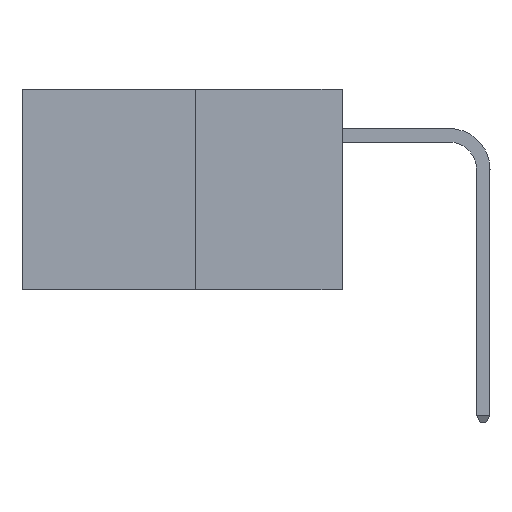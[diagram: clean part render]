
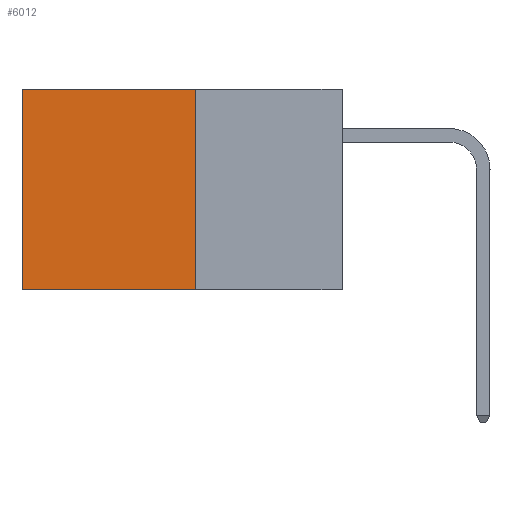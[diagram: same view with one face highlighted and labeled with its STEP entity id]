
A CAD part, left-side view. The second image highlights one B-rep face of the part: STEP entity #6012.
In plain terms, the highlighted planar face has unit normal (-1, 0, 0).
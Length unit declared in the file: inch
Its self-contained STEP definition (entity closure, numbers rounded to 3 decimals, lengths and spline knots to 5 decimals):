
#31 = CARTESIAN_POINT ( 'NONE',  ( 0.277, 0.27, -0.37 ) ) ;
#344 = DIRECTION ( 'NONE',  ( 0., 1., 0. ) ) ;
#375 = AXIS2_PLACEMENT_3D ( 'NONE', #3118, #4118, #11023 ) ;
#868 = LINE ( 'NONE', #4742, #6494 ) ;
#1414 = CARTESIAN_POINT ( 'NONE',  ( 0.277, 0.27, 0. ) ) ;
#1423 = ORIENTED_EDGE ( 'NONE', *, *, #3199, .F. ) ;
#1542 = CARTESIAN_POINT ( 'NONE',  ( 0.277, 0.59, -0.37 ) ) ;
#1829 = ORIENTED_EDGE ( 'NONE', *, *, #6446, .F. ) ;
#2740 = DIRECTION ( 'NONE',  ( 0., 0., -1. ) ) ;
#2903 = CARTESIAN_POINT ( 'NONE',  ( 0.277, 0.27, 0. ) ) ;
#3118 = CARTESIAN_POINT ( 'NONE',  ( 0.277, 0.27, -0.37 ) ) ;
#3199 = EDGE_CURVE ( 'NONE', #7523, #3464, #3937, .T. ) ;
#3462 = CARTESIAN_POINT ( 'NONE',  ( 0.277, 0.59, -0.37 ) ) ;
#3464 = VERTEX_POINT ( 'NONE', #1542 ) ;
#3875 = VECTOR ( 'NONE', #344, 39.37008 ) ;
#3937 = LINE ( 'NONE', #31, #6571 ) ;
#4118 = DIRECTION ( 'NONE',  ( 1., 0., 0. ) ) ;
#4585 = VERTEX_POINT ( 'NONE', #5766 ) ;
#4742 = CARTESIAN_POINT ( 'NONE',  ( 0.277, 0.27, -0.37 ) ) ;
#5192 = VERTEX_POINT ( 'NONE', #2903 ) ;
#5542 = EDGE_CURVE ( 'NONE', #5192, #4585, #9490, .T. ) ;
#5710 = ORIENTED_EDGE ( 'NONE', *, *, #9893, .T. ) ;
#5766 = CARTESIAN_POINT ( 'NONE',  ( 0.277, 0.59, 0. ) ) ;
#5793 = LINE ( 'NONE', #3462, #8754 ) ;
#6012 = ADVANCED_FACE ( 'NONE', ( #11418 ), #9089, .F. ) ;
#6446 = EDGE_CURVE ( 'NONE', #5192, #7523, #868, .T. ) ;
#6494 = VECTOR ( 'NONE', #2740, 39.37008 ) ;
#6571 = VECTOR ( 'NONE', #9142, 39.37008 ) ;
#7523 = VERTEX_POINT ( 'NONE', #10725 ) ;
#8239 = EDGE_LOOP ( 'NONE', ( #5710, #1423, #1829, #11272 ) ) ;
#8754 = VECTOR ( 'NONE', #10410, 39.37008 ) ;
#9089 = PLANE ( 'NONE',  #375 ) ;
#9142 = DIRECTION ( 'NONE',  ( 0., 1., 0. ) ) ;
#9490 = LINE ( 'NONE', #1414, #3875 ) ;
#9893 = EDGE_CURVE ( 'NONE', #4585, #3464, #5793, .T. ) ;
#10410 = DIRECTION ( 'NONE',  ( 0., 0., -1. ) ) ;
#10725 = CARTESIAN_POINT ( 'NONE',  ( 0.277, 0.27, -0.37 ) ) ;
#11023 = DIRECTION ( 'NONE',  ( 0., 0., -1. ) ) ;
#11272 = ORIENTED_EDGE ( 'NONE', *, *, #5542, .T. ) ;
#11418 = FACE_OUTER_BOUND ( 'NONE', #8239, .T. ) ;
